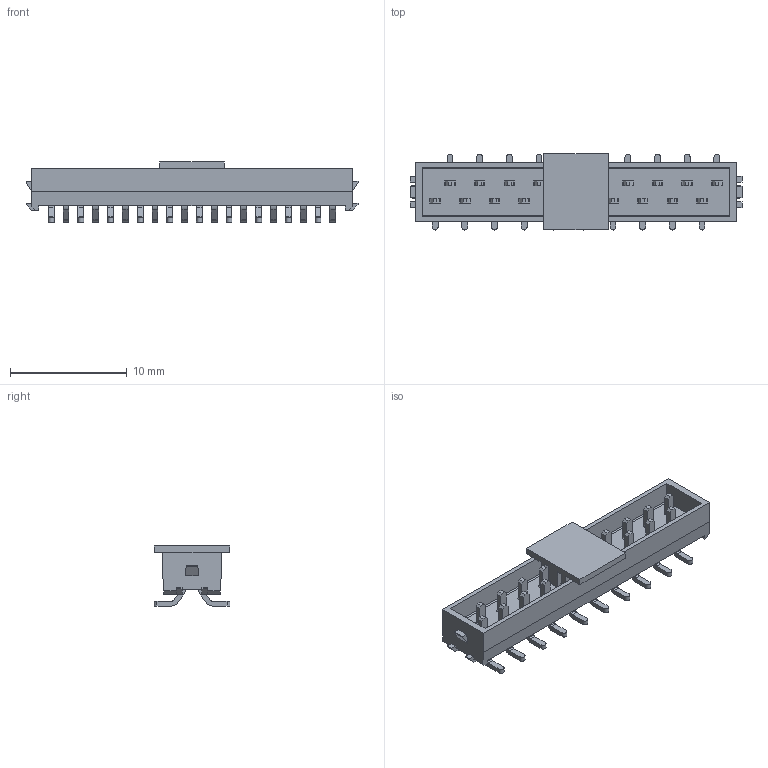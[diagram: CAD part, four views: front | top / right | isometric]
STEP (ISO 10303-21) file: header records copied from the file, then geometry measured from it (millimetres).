
FILE_DESCRIPTION(/* description */ ('Unknown'),/* implementation_level */ '2;1');
FILE_NAME(/* name */ '690357282076',/* time_stamp */ '2024-06-10T16:41:43+02:00',/* author */ ('Unknown'),/* organization */ ('Unknown'),/* preprocessor_version */ 'ST-DEVELOPER v18.102',/* originating_system */ 'Solid Edge',/* authorisation */ 'Unknown');
FILE_SCHEMA (('AUTOMOTIVE_DESIGN {1 0 10303 214 3 1 1}'));
Length unit declared in the file: millimetre
Products named in the file (4): 69035728xx76; 690357282076; 69035728xx76_Pin; 69035728xx76_Pick Pad
Assembly tree (22 placements, depth 2):
  69035728xx76
    690357282076
    69035728xx76_Pin  x20
    69035728xx76_Pick Pad
Bounding box: 28.43 x 6.5 x 5.15 mm (x, y, z)
Volume: 289.8 mm3; surface area: 1141.4 mm2
Topology: 22 solids, 22 shells, 921 faces, 2542 edges, 1668 vertices
Faces by surface type: plane 699, cylinder 222
Entity records: 10451 total; most frequent: CARTESIAN_POINT 1848, ORIENTED_EDGE 1816, DIRECTION 1606, EDGE_CURVE 908, LINE 882, VECTOR 882, VERTEX_POINT 604, AXIS2_PLACEMENT_3D 362
